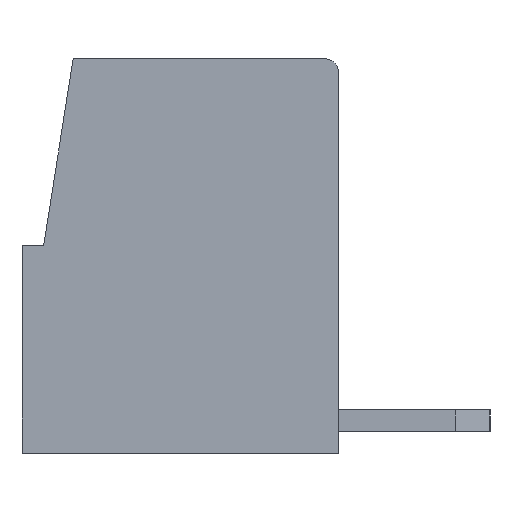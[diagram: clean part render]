
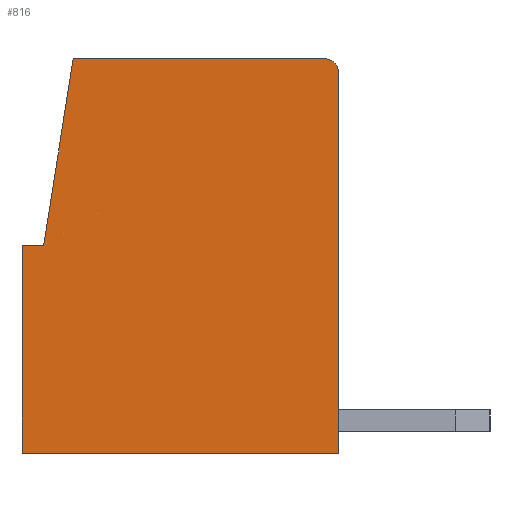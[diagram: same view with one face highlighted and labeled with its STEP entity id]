
A CAD part, left-side view. The second image highlights one B-rep face of the part: STEP entity #816.
In plain terms, the highlighted planar face has unit normal (-1, 0, 0).
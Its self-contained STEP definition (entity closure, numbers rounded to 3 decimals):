
#816 = ADVANCED_FACE( '', ( #1825 ), #1826, .T. );
#1825 = FACE_OUTER_BOUND( '', #3043, .T. );
#1826 = PLANE( '', #3044 );
#3043 = EDGE_LOOP( '', ( #5265, #5266, #5267, #5268, #5269, #5270, #5271 ) );
#3044 = AXIS2_PLACEMENT_3D( '', #5272, #5273, #5274 );
#5265 = ORIENTED_EDGE( '', *, *, #8039, .F. );
#5266 = ORIENTED_EDGE( '', *, *, #8040, .F. );
#5267 = ORIENTED_EDGE( '', *, *, #7294, .F. );
#5268 = ORIENTED_EDGE( '', *, *, #8041, .F. );
#5269 = ORIENTED_EDGE( '', *, *, #8042, .F. );
#5270 = ORIENTED_EDGE( '', *, *, #8043, .F. );
#5271 = ORIENTED_EDGE( '', *, *, #8044, .F. );
#5272 = CARTESIAN_POINT( '', ( -3.355, -9.024, 9.8 ) );
#5273 = DIRECTION( '', ( -1., 0., 0. ) );
#5274 = DIRECTION( '', ( 0., 0., 1. ) );
#7294 = EDGE_CURVE( '', #8733, #8729, #8735, .T. );
#8039 = EDGE_CURVE( '', #9934, #9935, #9936, .T. );
#8040 = EDGE_CURVE( '', #8729, #9934, #9937, .T. );
#8041 = EDGE_CURVE( '', #9938, #8733, #9939, .T. );
#8042 = EDGE_CURVE( '', #9940, #9938, #9941, .T. );
#8043 = EDGE_CURVE( '', #9942, #9940, #9943, .T. );
#8044 = EDGE_CURVE( '', #9935, #9942, #9944, .T. );
#8729 = VERTEX_POINT( '', #10808 );
#8733 = VERTEX_POINT( '', #10814 );
#8735 = LINE( '', #10817, #10818 );
#9934 = VERTEX_POINT( '', #12548 );
#9935 = VERTEX_POINT( '', #12549 );
#9936 = LINE( '', #12550, #12551 );
#9937 = LINE( '', #12552, #12553 );
#9938 = VERTEX_POINT( '', #12554 );
#9939 = LINE( '', #12555, #12556 );
#9940 = VERTEX_POINT( '', #12557 );
#9941 = LINE( '', #12558, #12559 );
#9942 = VERTEX_POINT( '', #12560 );
#9943 = LINE( '', #12561, #12562 );
#9944 = CIRCLE( '', #12563, 0.3 );
#10808 = CARTESIAN_POINT( '', ( -3.355, 2.466, 4.8 ) );
#10814 = CARTESIAN_POINT( '', ( -3.355, 2.966, 4.8 ) );
#10817 = CARTESIAN_POINT( '', ( -3.355, 0., 4.8 ) );
#10818 = VECTOR( '', #13546, 1000. );
#12548 = CARTESIAN_POINT( '', ( -3.355, 1.785, 9.1 ) );
#12549 = CARTESIAN_POINT( '', ( -3.355, -4.034, 9.1 ) );
#12550 = CARTESIAN_POINT( '', ( -3.355, 0., 9.1 ) );
#12551 = VECTOR( '', #14249, 1000. );
#12552 = CARTESIAN_POINT( '', ( -3.355, 3.226, 0. ) );
#12553 = VECTOR( '', #14250, 1000. );
#12554 = CARTESIAN_POINT( '', ( -3.355, 2.966, 0. ) );
#12555 = CARTESIAN_POINT( '', ( -3.355, 2.966, 0. ) );
#12556 = VECTOR( '', #14251, 1000. );
#12557 = CARTESIAN_POINT( '', ( -3.355, -4.334, 0. ) );
#12558 = CARTESIAN_POINT( '', ( -3.355, 0., 0. ) );
#12559 = VECTOR( '', #14252, 1000. );
#12560 = CARTESIAN_POINT( '', ( -3.355, -4.334, 8.8 ) );
#12561 = CARTESIAN_POINT( '', ( -3.355, -4.334, 0. ) );
#12562 = VECTOR( '', #14253, 1000. );
#12563 = AXIS2_PLACEMENT_3D( '', #14254, #14255, #14256 );
#13546 = DIRECTION( '', ( 0., -1., 0. ) );
#14249 = DIRECTION( '', ( 0., -1., 0. ) );
#14250 = DIRECTION( '', ( 0., -0.156, 0.988 ) );
#14251 = DIRECTION( '', ( 0., 0., 1. ) );
#14252 = DIRECTION( '', ( 0., 1., 0. ) );
#14253 = DIRECTION( '', ( 0., 0., -1. ) );
#14254 = CARTESIAN_POINT( '', ( -3.355, -4.034, 8.8 ) );
#14255 = DIRECTION( '', ( 1., 0., 0. ) );
#14256 = DIRECTION( '', ( 0., -1., 0. ) );
